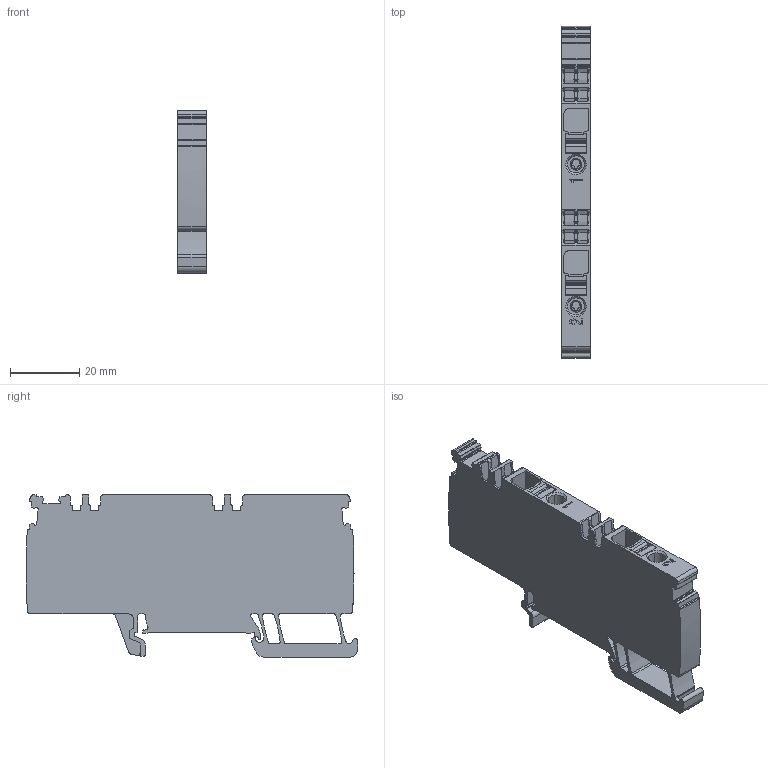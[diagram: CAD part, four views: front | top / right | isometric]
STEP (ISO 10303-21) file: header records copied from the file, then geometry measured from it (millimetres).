
FILE_DESCRIPTION(('CATIA V5R24 STEP','CAx-IF Rec.Pracs.--- Model Styling and Organization---1.2---2011-12-15'),'2;1');
FILE_NAME ('8205178_2', '2017-06-20T08:43:02+00:00', ('Weidmueller Interface'), ('Weidmueller'), 'CATIA Version 5-6 Release 2014 SP4 HF52', 'CATIA V5 STEP AP214', 'none');
FILE_SCHEMA(('AUTOMOTIVE_DESIGN { 1 0 10303 214 1 1 1 1 }'));
Length unit declared in the file: millimetre
Products named in the file (1): 1988260000_AAP13_6_LO-LO
Bounding box: 8.1 x 95.79 x 46.8 mm (x, y, z)
Volume: 25872.1 mm3; surface area: 13288.6 mm2
Topology: 3 solids, 3 shells, 709 faces, 2088 edges, 1397 vertices
Faces by surface type: plane 350, cylinder 269, extrusion 82, cone 8
Entity records: 25331 total; most frequent: CARTESIAN_POINT 6760, ORIENTED_EDGE 4176, DIRECTION 2867, EDGE_CURVE 2088, VECTOR 1439, VERTEX_POINT 1397, LINE 1357, AXIS2_PLACEMENT_3D 994
